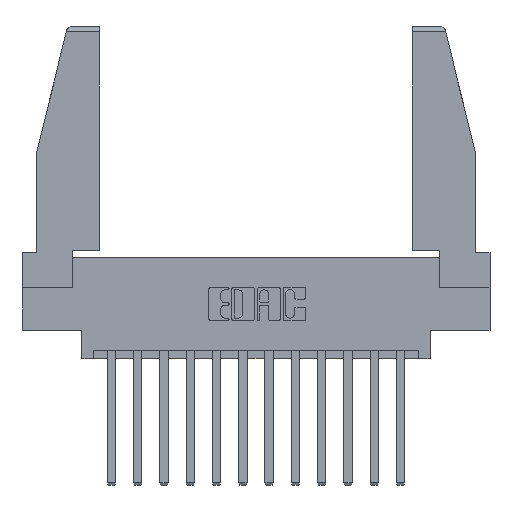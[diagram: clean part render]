
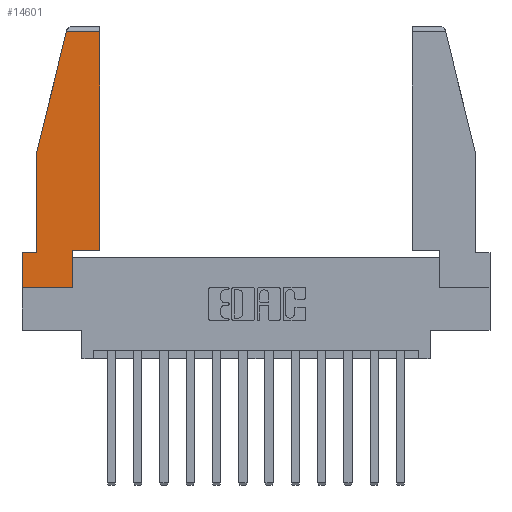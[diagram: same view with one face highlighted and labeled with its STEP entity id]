
A CAD part, top view. The second image highlights one B-rep face of the part: STEP entity #14601.
In plain terms, the highlighted planar face has unit normal (0, 0, 1).
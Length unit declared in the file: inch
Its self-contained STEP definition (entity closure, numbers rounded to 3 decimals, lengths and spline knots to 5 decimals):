
#18 = PLANE ( 'NONE',  #9448 ) ;
#161 = CARTESIAN_POINT ( 'NONE',  ( 0., 1.52, 0. ) ) ;
#719 = CARTESIAN_POINT ( 'NONE',  ( 0.461, 0.223, 0. ) ) ;
#966 = CARTESIAN_POINT ( 'NONE',  ( 0., 0.21, 0. ) ) ;
#1055 = CARTESIAN_POINT ( 'NONE',  ( 0., 0., 0. ) ) ;
#1154 = VERTEX_POINT ( 'NONE', #719 ) ;
#1181 = LINE ( 'NONE', #12435, #10805 ) ;
#1813 = CARTESIAN_POINT ( 'NONE',  ( 0.086, 0.8, 0. ) ) ;
#2013 = EDGE_CURVE ( 'NONE', #8329, #15577, #11198, .T. ) ;
#2033 = EDGE_CURVE ( 'NONE', #4367, #8329, #14767, .T. ) ;
#2444 = CARTESIAN_POINT ( 'NONE',  ( 0.086, 0.8, 0. ) ) ;
#2645 = CARTESIAN_POINT ( 'NONE',  ( 0.297, 0., 0. ) ) ;
#2986 = LINE ( 'NONE', #9784, #6371 ) ;
#3069 = CARTESIAN_POINT ( 'NONE',  ( 0.297, 0., 0. ) ) ;
#3289 = ORIENTED_EDGE ( 'NONE', *, *, #2013, .T. ) ;
#3347 = DIRECTION ( 'NONE',  ( -1., 0., 0. ) ) ;
#3358 = EDGE_LOOP ( 'NONE', ( #15541, #5873, #6394, #8023, #3289, #8805, #5085, #4557, #8608 ) ) ;
#3592 = DIRECTION ( 'NONE',  ( 0., 1., 0. ) ) ;
#3951 = DIRECTION ( 'NONE',  ( 1., 0., 0. ) ) ;
#4064 = CARTESIAN_POINT ( 'NONE',  ( 0.297, 0.223, 0. ) ) ;
#4249 = VERTEX_POINT ( 'NONE', #1055 ) ;
#4367 = VERTEX_POINT ( 'NONE', #1813 ) ;
#4422 = VECTOR ( 'NONE', #3592, 39.37008 ) ;
#4557 = ORIENTED_EDGE ( 'NONE', *, *, #6388, .T. ) ;
#4809 = CARTESIAN_POINT ( 'NONE',  ( 0., 0.21, 0. ) ) ;
#4870 = CARTESIAN_POINT ( 'NONE',  ( 0., 0., 0. ) ) ;
#4905 = DIRECTION ( 'NONE',  ( -1., 0., 0. ) ) ;
#5085 = ORIENTED_EDGE ( 'NONE', *, *, #9022, .T. ) ;
#5873 = ORIENTED_EDGE ( 'NONE', *, *, #6347, .T. ) ;
#6093 = DIRECTION ( 'NONE',  ( 1., 0., 0. ) ) ;
#6212 = VECTOR ( 'NONE', #8891, 39.37008 ) ;
#6347 = EDGE_CURVE ( 'NONE', #13973, #14533, #14088, .T. ) ;
#6371 = VECTOR ( 'NONE', #12237, 39.37008 ) ;
#6388 = EDGE_CURVE ( 'NONE', #15484, #11554, #15188, .T. ) ;
#6394 = ORIENTED_EDGE ( 'NONE', *, *, #12487, .T. ) ;
#6465 = VECTOR ( 'NONE', #12882, 39.37008 ) ;
#6835 = CARTESIAN_POINT ( 'NONE',  ( 0.086, 0.21, 0. ) ) ;
#7121 = LINE ( 'NONE', #4064, #6212 ) ;
#7482 = DIRECTION ( 'NONE',  ( 0., 1., 0. ) ) ;
#7667 = VECTOR ( 'NONE', #4905, 39.37008 ) ;
#7709 = EDGE_CURVE ( 'NONE', #1154, #13973, #13284, .T. ) ;
#8023 = ORIENTED_EDGE ( 'NONE', *, *, #2033, .T. ) ;
#8329 = VERTEX_POINT ( 'NONE', #6835 ) ;
#8608 = ORIENTED_EDGE ( 'NONE', *, *, #15328, .T. ) ;
#8805 = ORIENTED_EDGE ( 'NONE', *, *, #12176, .T. ) ;
#8891 = DIRECTION ( 'NONE',  ( 1., 0., 0. ) ) ;
#9022 = EDGE_CURVE ( 'NONE', #4249, #15484, #1181, .T. ) ;
#9239 = FACE_OUTER_BOUND ( 'NONE', #3358, .T. ) ;
#9280 = CARTESIAN_POINT ( 'NONE',  ( 0.461, 1.52, 0. ) ) ;
#9448 = AXIS2_PLACEMENT_3D ( 'NONE', #4870, #13308, #6093 ) ;
#9747 = LINE ( 'NONE', #15246, #14093 ) ;
#9784 = CARTESIAN_POINT ( 'NONE',  ( 0., 0.21, 0. ) ) ;
#10744 = CARTESIAN_POINT ( 'NONE',  ( 0.461, 0.223, 0. ) ) ;
#10805 = VECTOR ( 'NONE', #3951, 39.37008 ) ;
#10828 = CARTESIAN_POINT ( 'NONE',  ( 0.2636, 1.52, 0. ) ) ;
#11198 = LINE ( 'NONE', #4809, #13829 ) ;
#11554 = VERTEX_POINT ( 'NONE', #14099 ) ;
#12176 = EDGE_CURVE ( 'NONE', #15577, #4249, #2986, .T. ) ;
#12237 = DIRECTION ( 'NONE',  ( 0., -1., 0. ) ) ;
#12435 = CARTESIAN_POINT ( 'NONE',  ( 0., 0., 0. ) ) ;
#12487 = EDGE_CURVE ( 'NONE', #14533, #4367, #9747, .T. ) ;
#12882 = DIRECTION ( 'NONE',  ( 0., -1., 0. ) ) ;
#13284 = LINE ( 'NONE', #10744, #4422 ) ;
#13308 = DIRECTION ( 'NONE',  ( 0., 0., 1. ) ) ;
#13829 = VECTOR ( 'NONE', #3347, 39.37008 ) ;
#13973 = VERTEX_POINT ( 'NONE', #9280 ) ;
#14088 = LINE ( 'NONE', #161, #7667 ) ;
#14093 = VECTOR ( 'NONE', #14161, 39.37008 ) ;
#14099 = CARTESIAN_POINT ( 'NONE',  ( 0.297, 0.223, 0. ) ) ;
#14161 = DIRECTION ( 'NONE',  ( -0.239, -0.971, 0. ) ) ;
#14533 = VERTEX_POINT ( 'NONE', #10828 ) ;
#14601 = ADVANCED_FACE ( 'NONE', ( #9239 ), #18, .T. ) ;
#14767 = LINE ( 'NONE', #2444, #6465 ) ;
#14832 = VECTOR ( 'NONE', #7482, 39.37008 ) ;
#15188 = LINE ( 'NONE', #2645, #14832 ) ;
#15246 = CARTESIAN_POINT ( 'NONE',  ( 0.271, 1.55, 0. ) ) ;
#15328 = EDGE_CURVE ( 'NONE', #11554, #1154, #7121, .T. ) ;
#15484 = VERTEX_POINT ( 'NONE', #3069 ) ;
#15541 = ORIENTED_EDGE ( 'NONE', *, *, #7709, .T. ) ;
#15577 = VERTEX_POINT ( 'NONE', #966 ) ;
